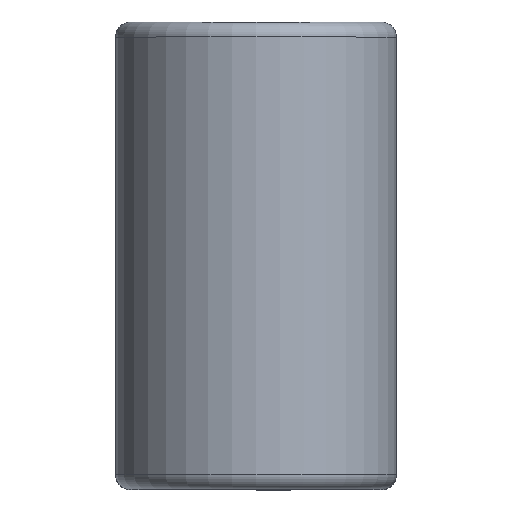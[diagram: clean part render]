
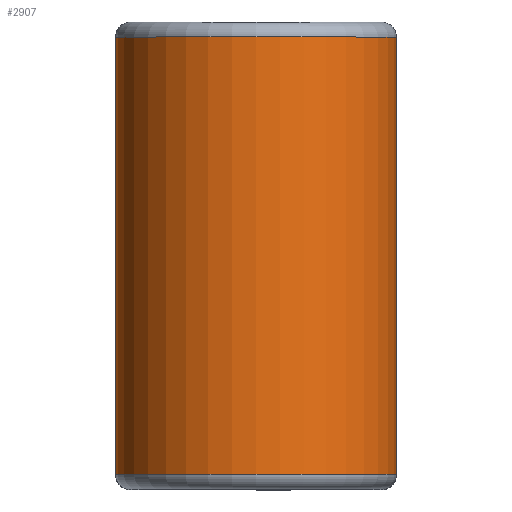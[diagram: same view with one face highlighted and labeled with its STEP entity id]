
A CAD part, top view. The second image highlights one B-rep face of the part: STEP entity #2907.
In plain terms, the highlighted cylindrical face has radius 7.163 mm (diameter 14.326 mm), a partial arc.
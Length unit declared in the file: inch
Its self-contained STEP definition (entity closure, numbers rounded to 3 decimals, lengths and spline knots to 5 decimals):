
#57 = VERTEX_POINT ( 'NONE', #1272 ) ;
#163 = EDGE_CURVE ( 'NONE', #1577, #57, #2695, .T. ) ;
#174 = CARTESIAN_POINT ( 'NONE',  ( 0.282, 0.43875, 0.375 ) ) ;
#201 = ORIENTED_EDGE ( 'NONE', *, *, #163, .F. ) ;
#261 = DIRECTION ( 'NONE',  ( 0., -1., 0. ) ) ;
#298 = CYLINDRICAL_SURFACE ( 'NONE', #1817, 0.282 ) ;
#336 = CIRCLE ( 'NONE', #2449, 0.282 ) ;
#360 = DIRECTION ( 'NONE',  ( 0., 1., 0. ) ) ;
#396 = AXIS2_PLACEMENT_3D ( 'NONE', #1629, #261, #1868 ) ;
#410 = CARTESIAN_POINT ( 'NONE',  ( -0.282, -0.43875, 0.375 ) ) ;
#545 = CARTESIAN_POINT ( 'NONE',  ( 0.282, 0.43875, 0.375 ) ) ;
#594 = CARTESIAN_POINT ( 'NONE',  ( 0., -0.43875, 0.375 ) ) ;
#668 = FACE_OUTER_BOUND ( 'NONE', #2917, .T. ) ;
#827 = DIRECTION ( 'NONE',  ( 0., 0., -1. ) ) ;
#871 = VECTOR ( 'NONE', #360, 39.37008 ) ;
#885 = DIRECTION ( 'NONE',  ( 0., 1., 0. ) ) ;
#928 = EDGE_CURVE ( 'NONE', #2037, #57, #1815, .T. ) ;
#1095 = DIRECTION ( 'NONE',  ( 0., -1., 0. ) ) ;
#1272 = CARTESIAN_POINT ( 'NONE',  ( -0.282, 0.43875, 0.375 ) ) ;
#1437 = EDGE_CURVE ( 'NONE', #1667, #1577, #336, .T. ) ;
#1489 = ORIENTED_EDGE ( 'NONE', *, *, #1437, .F. ) ;
#1549 = CARTESIAN_POINT ( 'NONE',  ( 0.282, -0.43875, 0.375 ) ) ;
#1577 = VERTEX_POINT ( 'NONE', #410 ) ;
#1629 = CARTESIAN_POINT ( 'NONE',  ( 0., 0.43875, 0.375 ) ) ;
#1667 = VERTEX_POINT ( 'NONE', #1549 ) ;
#1815 = CIRCLE ( 'NONE', #396, 0.282 ) ;
#1817 = AXIS2_PLACEMENT_3D ( 'NONE', #2462, #1095, #2237 ) ;
#1868 = DIRECTION ( 'NONE',  ( 0., 0., -1. ) ) ;
#2037 = VERTEX_POINT ( 'NONE', #545 ) ;
#2056 = VECTOR ( 'NONE', #885, 39.37008 ) ;
#2186 = CARTESIAN_POINT ( 'NONE',  ( -0.282, 0.43875, 0.375 ) ) ;
#2197 = DIRECTION ( 'NONE',  ( 0., -1., 0. ) ) ;
#2237 = DIRECTION ( 'NONE',  ( 0., 0., -1. ) ) ;
#2287 = ORIENTED_EDGE ( 'NONE', *, *, #928, .T. ) ;
#2364 = EDGE_CURVE ( 'NONE', #1667, #2037, #2677, .T. ) ;
#2449 = AXIS2_PLACEMENT_3D ( 'NONE', #594, #2197, #827 ) ;
#2462 = CARTESIAN_POINT ( 'NONE',  ( 0., 0.4375, 0.375 ) ) ;
#2544 = ORIENTED_EDGE ( 'NONE', *, *, #2364, .T. ) ;
#2677 = LINE ( 'NONE', #174, #2056 ) ;
#2695 = LINE ( 'NONE', #2186, #871 ) ;
#2907 = ADVANCED_FACE ( 'NONE', ( #668 ), #298, .T. ) ;
#2917 = EDGE_LOOP ( 'NONE', ( #2544, #2287, #201, #1489 ) ) ;
